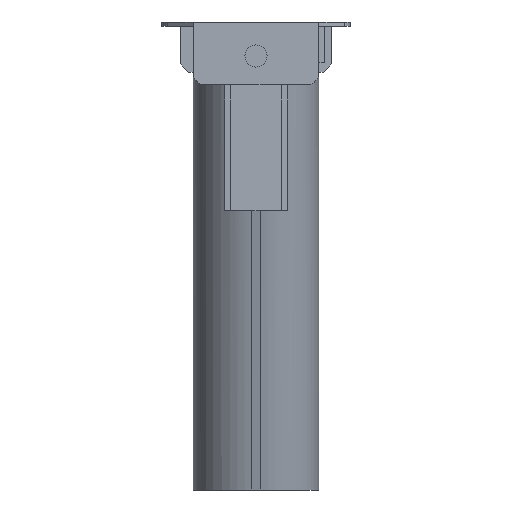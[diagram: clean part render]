
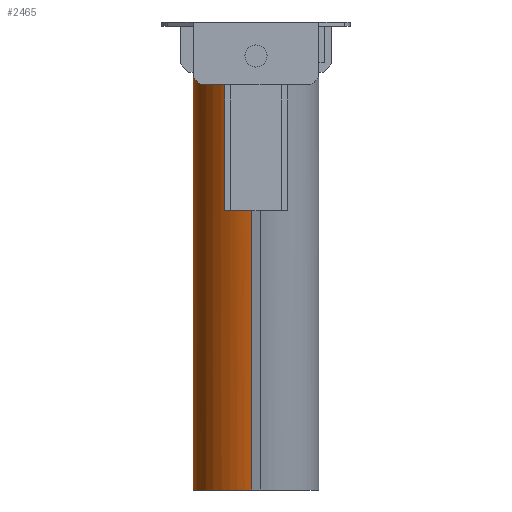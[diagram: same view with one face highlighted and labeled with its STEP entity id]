
A CAD part, front view. The second image highlights one B-rep face of the part: STEP entity #2465.
In plain terms, the highlighted cylindrical face has radius 14 mm (diameter 28 mm), a partial arc.
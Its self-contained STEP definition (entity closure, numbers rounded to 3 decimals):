
#16=B_SPLINE_CURVE_WITH_KNOTS('',3,(#3865,#3866,#3867,#3868,#3869,#3870,
#3871,#3872,#3873,#3874),.UNSPECIFIED.,.F.,.F.,(4,2,2,2,4),(2.15,
2.21,2.478,2.76,3.043),
 .UNSPECIFIED.);
#18=B_SPLINE_CURVE_WITH_KNOTS('',3,(#3953,#3954,#3955,#3956,#3957,#3958,
#3959,#3960,#3961,#3962),.UNSPECIFIED.,.F.,.F.,(4,2,2,2,4),(0.458,
0.571,0.684,0.799,0.913),
 .UNSPECIFIED.);
#49=CYLINDRICAL_SURFACE('',#2666,14.);
#107=ELLIPSE('',#2509,14.494,14.);
#111=ELLIPSE('',#2579,14.494,14.);
#117=ELLIPSE('',#2618,14.494,14.);
#119=ELLIPSE('',#2631,20.497,14.);
#121=ELLIPSE('',#2649,14.494,14.);
#125=ELLIPSE('',#2667,14.494,14.);
#232=FACE_OUTER_BOUND('',#367,.T.);
#367=EDGE_LOOP('',(#2162,#2163,#2164,#2165,#2166,#2167,#2168,#2169,#2170,
#2171,#2172,#2173));
#512=LINE('',#3621,#801);
#627=LINE('',#3966,#916);
#636=LINE('',#4006,#925);
#638=LINE('',#4009,#927);
#801=VECTOR('',#2885,10.);
#916=VECTOR('',#3194,10.);
#925=VECTOR('',#3249,10.);
#927=VECTOR('',#3253,10.);
#997=VERTEX_POINT('',#3433);
#1010=VERTEX_POINT('',#3464);
#1037=VERTEX_POINT('',#3535);
#1069=VERTEX_POINT('',#3619);
#1135=VERTEX_POINT('',#3797);
#1136=VERTEX_POINT('',#3799);
#1160=VERTEX_POINT('',#3916);
#1161=VERTEX_POINT('',#3918);
#1165=VERTEX_POINT('',#3951);
#1166=VERTEX_POINT('',#3964);
#1172=VERTEX_POINT('',#3996);
#1174=VERTEX_POINT('',#4005);
#1250=EDGE_CURVE('',#997,#1010,#107,.F.);
#1330=EDGE_CURVE('',#1037,#1069,#512,.T.);
#1422=EDGE_CURVE('',#1136,#1135,#111,.T.);
#1455=EDGE_CURVE('',#1037,#1010,#16,.F.);
#1475=EDGE_CURVE('',#1161,#1160,#117,.T.);
#1487=EDGE_CURVE('',#1165,#1135,#18,.F.);
#1489=EDGE_CURVE('',#1165,#1166,#627,.T.);
#1490=EDGE_CURVE('',#1161,#1166,#119,.F.);
#1501=EDGE_CURVE('',#1172,#997,#121,.F.);
#1506=EDGE_CURVE('',#1174,#1136,#636,.T.);
#1508=EDGE_CURVE('',#1160,#1172,#638,.T.);
#1519=EDGE_CURVE('',#1069,#1174,#125,.T.);
#2162=ORIENTED_EDGE('',*,*,#1475,.T.);
#2163=ORIENTED_EDGE('',*,*,#1508,.T.);
#2164=ORIENTED_EDGE('',*,*,#1501,.T.);
#2165=ORIENTED_EDGE('',*,*,#1250,.T.);
#2166=ORIENTED_EDGE('',*,*,#1455,.F.);
#2167=ORIENTED_EDGE('',*,*,#1330,.T.);
#2168=ORIENTED_EDGE('',*,*,#1519,.T.);
#2169=ORIENTED_EDGE('',*,*,#1506,.T.);
#2170=ORIENTED_EDGE('',*,*,#1422,.T.);
#2171=ORIENTED_EDGE('',*,*,#1487,.F.);
#2172=ORIENTED_EDGE('',*,*,#1489,.T.);
#2173=ORIENTED_EDGE('',*,*,#1490,.F.);
#2465=ADVANCED_FACE('',(#232),#49,.T.);
#2509=AXIS2_PLACEMENT_3D('',#3466,#2765,#2766);
#2579=AXIS2_PLACEMENT_3D('',#3800,#3043,#3044);
#2618=AXIS2_PLACEMENT_3D('',#3919,#3160,#3161);
#2631=AXIS2_PLACEMENT_3D('',#3968,#3197,#3198);
#2649=AXIS2_PLACEMENT_3D('',#3997,#3238,#3239);
#2666=AXIS2_PLACEMENT_3D('',#4030,#3282,#3283);
#2667=AXIS2_PLACEMENT_3D('',#4031,#3284,#3285);
#2765=DIRECTION('center_axis',(0.,0.,1.));
#2766=DIRECTION('ref_axis',(0.,-1.,0.));
#2885=DIRECTION('',(0.,0.259,-0.966));
#3043=DIRECTION('center_axis',(0.,0.,-1.));
#3044=DIRECTION('ref_axis',(0.,-1.,0.));
#3160=DIRECTION('center_axis',(0.,0.,1.));
#3161=DIRECTION('ref_axis',(0.,-1.,0.));
#3194=DIRECTION('',(0.,-0.259,0.966));
#3197=DIRECTION('center_axis',(-0.707,0.,0.707));
#3198=DIRECTION('ref_axis',(-0.661,0.354,-0.661));
#3238=DIRECTION('center_axis',(0.,0.,1.));
#3239=DIRECTION('ref_axis',(0.,-1.,0.));
#3249=DIRECTION('',(0.,-0.259,0.966));
#3253=DIRECTION('',(0.,-0.259,0.966));
#3282=DIRECTION('center_axis',(0.,-0.259,0.966));
#3283=DIRECTION('ref_axis',(-0.707,-0.683,-0.183));
#3284=DIRECTION('center_axis',(0.,0.,1.));
#3285=DIRECTION('ref_axis',(0.,-1.,0.));
#3433=CARTESIAN_POINT('',(-3.75,-25.241,108.056));
#3464=CARTESIAN_POINT('',(-12.,-19.995,108.056));
#3466=CARTESIAN_POINT('Origin',(-1.,-11.03,108.056));
#3535=CARTESIAN_POINT('',(-15.,-11.834,111.056));
#3619=CARTESIAN_POINT('',(-15.,14.852,11.463));
#3621=CARTESIAN_POINT('',(-15.,-4.577,83.972));
#3797=CARTESIAN_POINT('',(-2.,-17.448,78.056));
#3799=CARTESIAN_POINT('',(-1.,-17.485,78.056));
#3800=CARTESIAN_POINT('Origin',(-1.,-2.991,78.056));
#3865=CARTESIAN_POINT('Ctrl Pts',(-12.,-19.995,108.056));
#3866=CARTESIAN_POINT('Ctrl Pts',(-12.128,-19.828,108.056));
#3867=CARTESIAN_POINT('Ctrl Pts',(-12.253,-19.657,108.064));
#3868=CARTESIAN_POINT('Ctrl Pts',(-12.926,-18.708,108.149));
#3869=CARTESIAN_POINT('Ctrl Pts',(-13.41,-17.886,108.369));
#3870=CARTESIAN_POINT('Ctrl Pts',(-14.159,-16.303,108.919));
#3871=CARTESIAN_POINT('Ctrl Pts',(-14.483,-15.404,109.306));
#3872=CARTESIAN_POINT('Ctrl Pts',(-14.903,-13.59,110.162));
#3873=CARTESIAN_POINT('Ctrl Pts',(-15.,-12.674,110.629));
#3874=CARTESIAN_POINT('Ctrl Pts',(-15.,-11.834,111.056));
#3916=CARTESIAN_POINT('',(-1.,-18.825,83.056));
#3918=CARTESIAN_POINT('',(-4.,-18.488,83.056));
#3919=CARTESIAN_POINT('Origin',(-1.,-4.331,83.056));
#3951=CARTESIAN_POINT('',(-5.,-17.685,81.056));
#3953=CARTESIAN_POINT('Ctrl Pts',(-2.,-17.448,78.056));
#3954=CARTESIAN_POINT('Ctrl Pts',(-2.377,-17.42,78.056));
#3955=CARTESIAN_POINT('Ctrl Pts',(-2.779,-17.393,78.131));
#3956=CARTESIAN_POINT('Ctrl Pts',(-3.519,-17.356,78.438));
#3957=CARTESIAN_POINT('Ctrl Pts',(-3.857,-17.347,78.669));
#3958=CARTESIAN_POINT('Ctrl Pts',(-4.393,-17.364,79.206));
#3959=CARTESIAN_POINT('Ctrl Pts',(-4.624,-17.392,79.548));
#3960=CARTESIAN_POINT('Ctrl Pts',(-4.928,-17.502,80.288));
#3961=CARTESIAN_POINT('Ctrl Pts',(-5.,-17.586,80.688));
#3962=CARTESIAN_POINT('Ctrl Pts',(-5.,-17.685,81.056));
#3964=CARTESIAN_POINT('',(-5.,-17.953,82.056));
#3966=CARTESIAN_POINT('',(-5.,-17.536,80.5));
#3968=CARTESIAN_POINT('Origin',(-1.,-5.135,86.056));
#3996=CARTESIAN_POINT('',(-1.,-25.524,108.056));
#3997=CARTESIAN_POINT('Origin',(-1.,-11.03,108.056));
#4005=CARTESIAN_POINT('',(-1.,0.358,11.463));
#4006=CARTESIAN_POINT('',(-1.,-18.1,80.349));
#4009=CARTESIAN_POINT('',(-1.,-18.1,80.349));
#4030=CARTESIAN_POINT('Origin',(-1.,-4.577,83.972));
#4031=CARTESIAN_POINT('Origin',(-1.,14.852,11.463));
